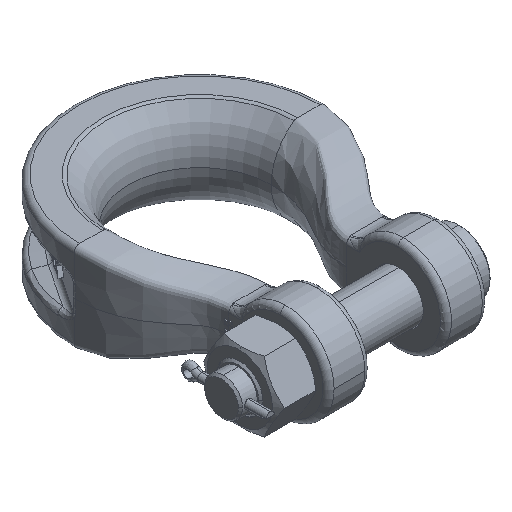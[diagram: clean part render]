
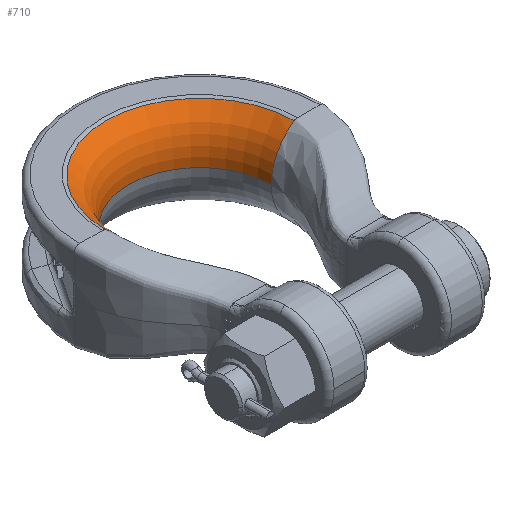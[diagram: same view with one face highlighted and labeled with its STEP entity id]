
A CAD part, isometric view. The second image highlights one B-rep face of the part: STEP entity #710.
In plain terms, the highlighted toroidal (fillet/blend) face has major radius 89 mm and minor radius 38 mm.
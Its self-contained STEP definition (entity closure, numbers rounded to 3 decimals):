
#710=ADVANCED_FACE('',(#1985),#1986,.T.);
#1985=FACE_OUTER_BOUND('',#3889,.T.);
#1986=TOROIDAL_SURFACE('',#3890,89.,38.);
#3889=EDGE_LOOP('',(#25200,#25201,#25202,#25203));
#3890=AXIS2_PLACEMENT_3D('',#25204,#25205,#25206);
#25200=ORIENTED_EDGE('',*,*,#30077,.T.);
#25201=ORIENTED_EDGE('',*,*,#30214,.T.);
#25202=ORIENTED_EDGE('',*,*,#30215,.T.);
#25203=ORIENTED_EDGE('',*,*,#30216,.T.);
#25204=CARTESIAN_POINT('',(-99.667,9.603,1.313));
#25205=DIRECTION('',(0.0,0.0,1.0));
#25206=DIRECTION('',(1.0,0.0,0.0));
#30077=EDGE_CURVE('',#32302,#32303,#32304,.T.);
#30214=EDGE_CURVE('',#32303,#32541,#32542,.T.);
#30215=EDGE_CURVE('',#32541,#32543,#32544,.T.);
#30216=EDGE_CURVE('',#32543,#32302,#32545,.T.);
#32302=VERTEX_POINT('',#35584);
#32303=VERTEX_POINT('',#35585);
#32304=CIRCLE('',#35586,51.);
#32541=VERTEX_POINT('',#37739);
#32542=CIRCLE('',#37740,38.);
#32543=VERTEX_POINT('',#37741);
#32544=CIRCLE('',#37742,67.444);
#32545=CIRCLE('',#37743,38.);
#35584=CARTESIAN_POINT('',(-150.667,9.603,1.313));
#35585=CARTESIAN_POINT('',(-48.667,9.603,1.313));
#35586=AXIS2_PLACEMENT_3D('',#56925,#56926,#56927);
#37739=CARTESIAN_POINT('',(-32.223,9.603,32.607));
#37740=AXIS2_PLACEMENT_3D('',#57110,#57111,#57112);
#37741=CARTESIAN_POINT('',(-167.11,9.603,32.607));
#37742=AXIS2_PLACEMENT_3D('',#57113,#57114,#57115);
#37743=AXIS2_PLACEMENT_3D('',#57116,#57117,#57118);
#56925=CARTESIAN_POINT('',(-99.667,9.603,1.313));
#56926=DIRECTION('',(0.0,0.0,-1.0));
#56927=DIRECTION('',(1.0,0.0,0.0));
#57110=CARTESIAN_POINT('',(-10.667,9.603,1.313));
#57111=DIRECTION('',(0.,1.0,0.));
#57112=DIRECTION('',(-0.567,0.,0.824));
#57113=CARTESIAN_POINT('',(-99.667,9.603,32.607));
#57114=DIRECTION('',(0.0,0.0,1.0));
#57115=DIRECTION('',(0.0,-1.0,0.0));
#57116=CARTESIAN_POINT('',(-188.667,9.603,1.313));
#57117=DIRECTION('',(0.,1.0,0.));
#57118=DIRECTION('',(1.0,0.,0.));
